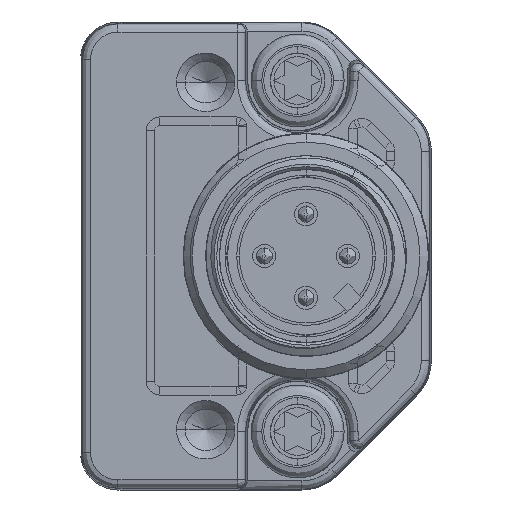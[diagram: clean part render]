
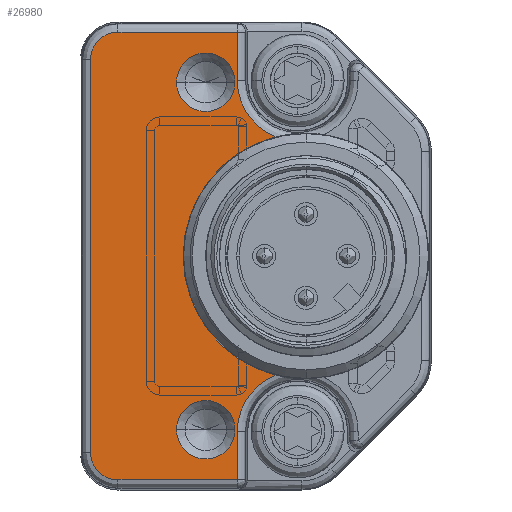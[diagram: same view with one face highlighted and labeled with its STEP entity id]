
A CAD part, left-side view. The second image highlights one B-rep face of the part: STEP entity #26980.
In plain terms, the highlighted planar face has unit normal (-1, 0, 0).
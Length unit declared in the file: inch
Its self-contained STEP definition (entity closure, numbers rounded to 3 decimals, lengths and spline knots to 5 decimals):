
#1991=CARTESIAN_POINT('',(-0.49213,0.31496,
-0.41339));
#1992=DIRECTION('',(1.,0.,0.));
#1993=DIRECTION('',(0.,1.,0.));
#1994=AXIS2_PLACEMENT_3D('',#1991,#1992,#1993);
#1996=DIRECTION('',(0.,0.,1.));
#1997=VECTOR('',#1996,0.11399);
#1998=CARTESIAN_POINT('',(-0.49213,0.45723,
-0.52737));
#1999=LINE('',#1998,#1997);
#2000=DIRECTION('',(0.,-1.,0.));
#2001=VECTOR('',#2000,0.28096);
#2002=CARTESIAN_POINT('',(-0.49213,0.73819,
-0.52737));
#2003=LINE('',#2002,#2001);
#2004=CARTESIAN_POINT('',(-0.49213,0.73819,
-0.4626));
#2005=DIRECTION('',(-1.,0.,0.));
#2006=DIRECTION('',(0.,1.,0.));
#2007=AXIS2_PLACEMENT_3D('',#2004,#2005,#2006);
#2009=DIRECTION('',(0.,0.,-1.));
#2010=VECTOR('',#2009,0.9252);
#2011=CARTESIAN_POINT('',(-0.49213,0.80296,
0.4626));
#2012=LINE('',#2011,#2010);
#2013=CARTESIAN_POINT('',(-0.49213,0.73819,
0.4626));
#2014=DIRECTION('',(-1.,0.,0.));
#2015=DIRECTION('',(0.,0.,1.));
#2016=AXIS2_PLACEMENT_3D('',#2013,#2014,#2015);
#2018=DIRECTION('',(0.,1.,0.));
#2019=VECTOR('',#2018,0.28096);
#2020=CARTESIAN_POINT('',(-0.49213,0.45723,
0.52737));
#2021=LINE('',#2020,#2019);
#2022=DIRECTION('',(0.,0.,1.));
#2023=VECTOR('',#2022,0.11399);
#2024=CARTESIAN_POINT('',(-0.49213,0.45723,
0.41339));
#2025=LINE('',#2024,#2023);
#2026=CARTESIAN_POINT('',(-0.49213,0.31496,
0.41339));
#2027=DIRECTION('',(1.,0.,0.));
#2028=DIRECTION('',(0.,0.359,-0.933));
#2029=AXIS2_PLACEMENT_3D('',#2026,#2027,#2028);
#2031=CARTESIAN_POINT('',(-0.49213,0.29528,0.));
#2032=DIRECTION('',(-1.,0.,0.));
#2033=DIRECTION('',(0.,0.244,0.97));
#2034=AXIS2_PLACEMENT_3D('',#2031,#2032,#2033);
#2036=CARTESIAN_POINT('',(-0.49213,0.5315,
-0.40915));
#2037=DIRECTION('',(1.,0.,0.));
#2038=DIRECTION('',(0.,1.,0.));
#2039=AXIS2_PLACEMENT_3D('',#2036,#2037,#2038);
#2041=CARTESIAN_POINT('',(-0.49213,0.5315,
-0.40915));
#2042=DIRECTION('',(1.,0.,0.));
#2043=DIRECTION('',(0.,-1.,0.));
#2044=AXIS2_PLACEMENT_3D('',#2041,#2042,#2043);
#2046=CARTESIAN_POINT('',(-0.49213,0.5315,
0.40915));
#2047=DIRECTION('',(1.,0.,0.));
#2048=DIRECTION('',(0.,1.,0.));
#2049=AXIS2_PLACEMENT_3D('',#2046,#2047,#2048);
#2051=CARTESIAN_POINT('',(-0.49213,0.5315,
0.40915));
#2052=DIRECTION('',(1.,0.,0.));
#2053=DIRECTION('',(0.,-1.,0.));
#2054=AXIS2_PLACEMENT_3D('',#2051,#2052,#2053);
#21487=CARTESIAN_POINT('',(-0.49213,0.80296,
-0.4626));
#21488=CARTESIAN_POINT('',(-0.49213,0.73819,
-0.52737));
#21489=VERTEX_POINT('',#21487);
#21490=VERTEX_POINT('',#21488);
#21495=CARTESIAN_POINT('',(-0.49213,0.80296,
0.4626));
#21496=VERTEX_POINT('',#21495);
#21499=CARTESIAN_POINT('',(-0.49213,0.73819,
0.52737));
#21500=VERTEX_POINT('',#21499);
#21523=CARTESIAN_POINT('',(-0.49213,0.60039,
-0.40915));
#21524=CARTESIAN_POINT('',(-0.49213,0.4626,
-0.40915));
#21525=VERTEX_POINT('',#21523);
#21526=VERTEX_POINT('',#21524);
#21531=CARTESIAN_POINT('',(-0.49213,0.60039,
0.40915));
#21532=CARTESIAN_POINT('',(-0.49213,0.4626,
0.40915));
#21533=VERTEX_POINT('',#21531);
#21534=VERTEX_POINT('',#21532);
#21567=CARTESIAN_POINT('',(-0.49213,0.45723,
-0.41339));
#21568=CARTESIAN_POINT('',(-0.49213,0.366,
-0.28059));
#21569=VERTEX_POINT('',#21567);
#21570=VERTEX_POINT('',#21568);
#21571=CARTESIAN_POINT('',(-0.49213,0.45723,
-0.52737));
#21572=VERTEX_POINT('',#21571);
#21595=CARTESIAN_POINT('',(-0.49213,0.366,
0.28059));
#21596=CARTESIAN_POINT('',(-0.49213,0.45723,
0.41339));
#21597=VERTEX_POINT('',#21595);
#21598=VERTEX_POINT('',#21596);
#21599=CARTESIAN_POINT('',(-0.49213,0.45723,
0.52737));
#21600=VERTEX_POINT('',#21599);
#26943=CARTESIAN_POINT('',(-0.49213,0.,0.));
#26944=DIRECTION('',(-1.,0.,0.));
#26945=DIRECTION('',(0.,0.,1.));
#26946=AXIS2_PLACEMENT_3D('',#26943,#26944,#26945);
#26947=PLANE('',#26946);
#26949=ORIENTED_EDGE('',*,*,#26948,.F.);
#26950=ORIENTED_EDGE('',*,*,#26933,.F.);
#26951=ORIENTED_EDGE('',*,*,#26910,.F.);
#26953=ORIENTED_EDGE('',*,*,#26952,.F.);
#26955=ORIENTED_EDGE('',*,*,#26954,.F.);
#26957=ORIENTED_EDGE('',*,*,#26956,.F.);
#26959=ORIENTED_EDGE('',*,*,#26958,.F.);
#26961=ORIENTED_EDGE('',*,*,#26960,.F.);
#26963=ORIENTED_EDGE('',*,*,#26962,.F.);
#26965=ORIENTED_EDGE('',*,*,#26964,.T.);
#26966=EDGE_LOOP('',(#26949,#26950,#26951,#26953,#26955,#26957,#26959,#26961,
#26963,#26965));
#26967=FACE_OUTER_BOUND('',#26966,.F.);
#26969=ORIENTED_EDGE('',*,*,#26968,.F.);
#26971=ORIENTED_EDGE('',*,*,#26970,.F.);
#26972=EDGE_LOOP('',(#26969,#26971));
#26973=FACE_BOUND('',#26972,.F.);
#26975=ORIENTED_EDGE('',*,*,#26974,.F.);
#26977=ORIENTED_EDGE('',*,*,#26976,.F.);
#26978=EDGE_LOOP('',(#26975,#26977));
#26979=FACE_BOUND('',#26978,.F.);
#26980=ADVANCED_FACE('',(#26967,#26973,#26979),#26947,.T.);
#1995=CIRCLE('',#1994,0.14227);
#2008=CIRCLE('',#2007,0.06477);
#2017=CIRCLE('',#2016,0.06477);
#2030=CIRCLE('',#2029,0.14227);
#2035=CIRCLE('',#2034,0.28937);
#2040=CIRCLE('',#2039,0.0689);
#2045=CIRCLE('',#2044,0.0689);
#2050=CIRCLE('',#2049,0.0689);
#2055=CIRCLE('',#2054,0.0689);
#26910=EDGE_CURVE('',#21490,#21572,#2003,.T.);
#26933=EDGE_CURVE('',#21572,#21569,#1999,.T.);
#26948=EDGE_CURVE('',#21569,#21570,#1995,.T.);
#26952=EDGE_CURVE('',#21489,#21490,#2008,.T.);
#26954=EDGE_CURVE('',#21496,#21489,#2012,.T.);
#26956=EDGE_CURVE('',#21500,#21496,#2017,.T.);
#26958=EDGE_CURVE('',#21600,#21500,#2021,.T.);
#26960=EDGE_CURVE('',#21598,#21600,#2025,.T.);
#26962=EDGE_CURVE('',#21597,#21598,#2030,.T.);
#26964=EDGE_CURVE('',#21597,#21570,#2035,.T.);
#26968=EDGE_CURVE('',#21525,#21526,#2040,.T.);
#26970=EDGE_CURVE('',#21526,#21525,#2045,.T.);
#26974=EDGE_CURVE('',#21533,#21534,#2050,.T.);
#26976=EDGE_CURVE('',#21534,#21533,#2055,.T.);
